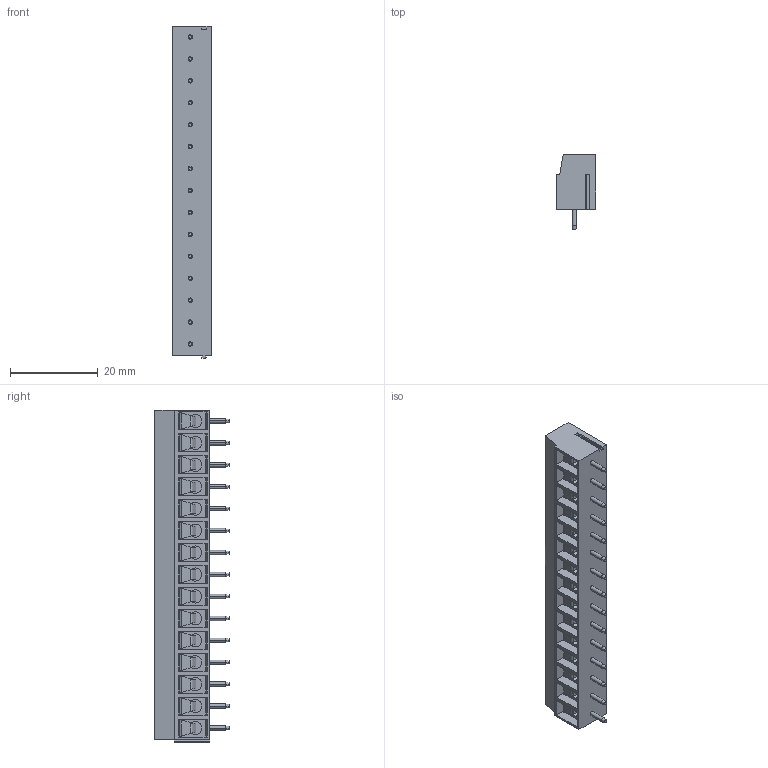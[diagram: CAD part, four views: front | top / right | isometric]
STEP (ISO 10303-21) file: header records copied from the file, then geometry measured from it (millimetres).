
FILE_DESCRIPTION((''),'2;1');
FILE_NAME('PRT0050','2024-10-19T',('yanfa'),(''),'PRO/ENGINEER BY PARAMETRIC TECHNOLOGY CORPORATION, 2009280','PRO/ENGINEER BY PARAMETRIC TECHNOLOGY CORPORATION, 2009280','');
FILE_SCHEMA(('AUTOMOTIVE_DESIGN_CC2 { 1 2 10303 214 -1 1 5 2 }'));
Length unit declared in the file: millimetre
Products named in the file (1): PRT0050
Bounding box: 9 x 17 x 75.68 mm (x, y, z)
Volume: 6520.4 mm3; surface area: 6421.7 mm2
Topology: 1 solids, 1 shells, 999 faces, 2526 edges, 1604 vertices
Faces by surface type: plane 526, cylinder 293, cone 90, extrusion 60, torus 30
Entity records: 30594 total; most frequent: CARTESIAN_POINT 6610, ORIENTED_EDGE 5052, DIRECTION 4840, EDGE_CURVE 2526, AXIS2_PLACEMENT_3D 1645, VERTEX_POINT 1604, VECTOR 1550, LINE 1490
